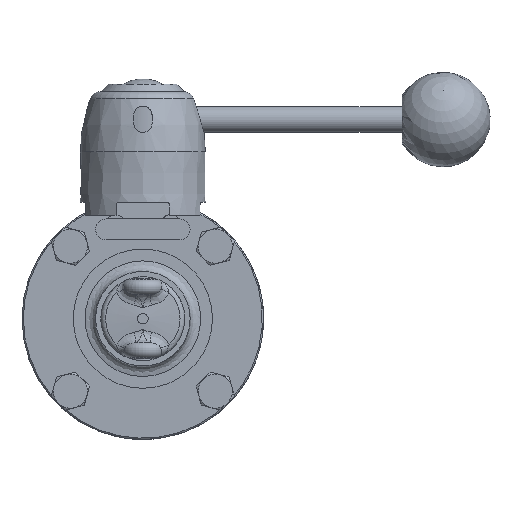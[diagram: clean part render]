
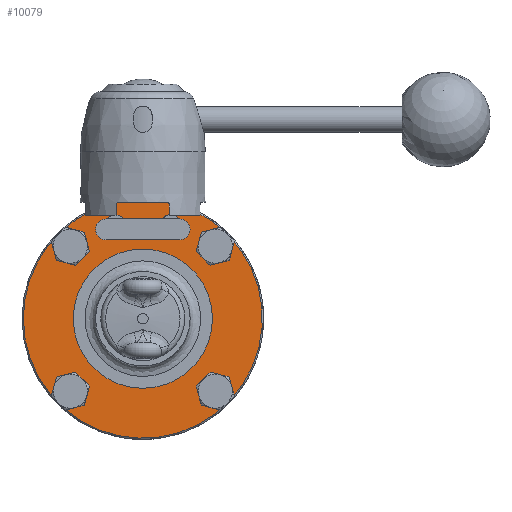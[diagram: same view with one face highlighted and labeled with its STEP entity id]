
A CAD part, left-side view. The second image highlights one B-rep face of the part: STEP entity #10079.
In plain terms, the highlighted planar face has unit normal (-1, 0, 0).
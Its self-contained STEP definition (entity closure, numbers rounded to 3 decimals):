
#980=CARTESIAN_POINT('',(-10.,-26.5,0.));
#981=VERTEX_POINT('',#980);
#982=CARTESIAN_POINT('',(-10.,0.,0.));
#983=DIRECTION('',(-1.0,0.0,0.0));
#984=DIRECTION('',(0.0,-1.0,0.0));
#985=AXIS2_PLACEMENT_3D('',#982,#983,#984);
#986=CIRCLE('',#985,26.5);
#987=EDGE_CURVE('',#981,#981,#986,.T.);
#999=CARTESIAN_POINT('',(-10.,12.426,43.77));
#1000=VERTEX_POINT('',#999);
#1008=CARTESIAN_POINT('',(-10.,-12.426,43.77));
#1009=VERTEX_POINT('',#1008);
#1010=CARTESIAN_POINT('',(-10.,0.,0.));
#1011=DIRECTION('',(1.0,0.0,0.0));
#1012=DIRECTION('',(0.0,1.0,0.0));
#1013=AXIS2_PLACEMENT_3D('',#1010,#1011,#1012);
#1014=CIRCLE('',#1013,45.5);
#1015=EDGE_CURVE('',#1000,#1009,#1014,.T.);
#1026=CARTESIAN_POINT('',(-10.,-12.531,43.74));
#1027=VERTEX_POINT('',#1026);
#1035=CARTESIAN_POINT('',(-10.,12.531,43.74));
#1036=VERTEX_POINT('',#1035);
#1037=CARTESIAN_POINT('',(-10.,0.,0.));
#1038=DIRECTION('',(1.0,0.0,0.0));
#1039=DIRECTION('',(0.0,1.0,0.0));
#1040=AXIS2_PLACEMENT_3D('',#1037,#1038,#1039);
#1041=CIRCLE('',#1040,45.5);
#1042=EDGE_CURVE('',#1027,#1036,#1041,.T.);
#6014=CARTESIAN_POINT('',(-10.,33.08,29.065));
#6015=VERTEX_POINT('',#6014);
#6016=CARTESIAN_POINT('',(-10.,27.577,27.577));
#6017=DIRECTION('',(1.0,0.0,0.0));
#6018=DIRECTION('',(0.0,0.965,0.261));
#6019=AXIS2_PLACEMENT_3D('',#6016,#6017,#6018);
#6020=CIRCLE('',#6019,5.7);
#6021=EDGE_CURVE('',#6015,#6015,#6020,.T.);
#6884=CARTESIAN_POINT('',(-10.,29.065,-33.08));
#6885=VERTEX_POINT('',#6884);
#6886=CARTESIAN_POINT('',(-10.,27.577,-27.577));
#6887=DIRECTION('',(1.0,0.0,0.0));
#6888=DIRECTION('',(0.0,0.261,-0.965));
#6889=AXIS2_PLACEMENT_3D('',#6886,#6887,#6888);
#6890=CIRCLE('',#6889,5.7);
#6891=EDGE_CURVE('',#6885,#6885,#6890,.T.);
#7754=CARTESIAN_POINT('',(-10.,-33.08,-29.065));
#7755=VERTEX_POINT('',#7754);
#7756=CARTESIAN_POINT('',(-10.,-27.577,-27.577));
#7757=DIRECTION('',(1.0,0.0,0.0));
#7758=DIRECTION('',(0.0,-0.965,-0.261));
#7759=AXIS2_PLACEMENT_3D('',#7756,#7757,#7758);
#7760=CIRCLE('',#7759,5.7);
#7761=EDGE_CURVE('',#7755,#7755,#7760,.T.);
#8624=CARTESIAN_POINT('',(-10.,-29.065,33.08));
#8625=VERTEX_POINT('',#8624);
#8626=CARTESIAN_POINT('',(-10.,-27.577,27.577));
#8627=DIRECTION('',(1.0,0.0,0.0));
#8628=DIRECTION('',(0.0,-0.261,0.965));
#8629=AXIS2_PLACEMENT_3D('',#8626,#8627,#8628);
#8630=CIRCLE('',#8629,5.7);
#8631=EDGE_CURVE('',#8625,#8625,#8630,.T.);
#9730=CARTESIAN_POINT('',(-10.,-10.5,32.4));
#9731=VERTEX_POINT('',#9730);
#9732=CARTESIAN_POINT('',(-10.,-10.5,36.));
#9733=DIRECTION('',(1.0,0.0,0.0));
#9734=DIRECTION('',(0.0,0.0,-1.0));
#9735=AXIS2_PLACEMENT_3D('',#9732,#9733,#9734);
#9736=CIRCLE('',#9735,3.6);
#9737=EDGE_CURVE('',#9731,#9731,#9736,.T.);
#9751=CARTESIAN_POINT('',(-10.,10.5,32.4));
#9752=VERTEX_POINT('',#9751);
#9753=CARTESIAN_POINT('',(-10.,10.5,36.0));
#9754=DIRECTION('',(1.0,0.0,0.0));
#9755=DIRECTION('',(0.0,0.0,-1.0));
#9756=AXIS2_PLACEMENT_3D('',#9753,#9754,#9755);
#9757=CIRCLE('',#9756,3.6);
#9758=EDGE_CURVE('',#9752,#9752,#9757,.T.);
#10021=CARTESIAN_POINT('',(-10.,-36.25,0.));
#10022=DIRECTION('',(-1.0,0.0,0.0));
#10023=DIRECTION('',(0.0,0.0,-1.0));
#10024=AXIS2_PLACEMENT_3D('',#10021,#10022,#10023);
#10025=PLANE('',#10024);
#10026=CARTESIAN_POINT('',(-10.,12.426,43.74));
#10027=VERTEX_POINT('',#10026);
#10028=CARTESIAN_POINT('',(-10.,12.426,43.77));
#10029=DIRECTION('',(0.0,0.0,-1.0));
#10030=VECTOR('',#10029,0.03);
#10031=LINE('',#10028,#10030);
#10032=EDGE_CURVE('',#1000,#10027,#10031,.T.);
#10033=ORIENTED_EDGE('',*,*,#10032,.T.);
#10034=CARTESIAN_POINT('',(-10.,12.426,43.74));
#10035=DIRECTION('',(0.0,1.0,0.0));
#10036=VECTOR('',#10035,0.105);
#10037=LINE('',#10034,#10036);
#10038=EDGE_CURVE('',#10027,#1036,#10037,.T.);
#10039=ORIENTED_EDGE('',*,*,#10038,.T.);
#10040=ORIENTED_EDGE('',*,*,#1042,.F.);
#10041=CARTESIAN_POINT('',(-10.,-12.426,43.74));
#10042=VERTEX_POINT('',#10041);
#10043=CARTESIAN_POINT('',(-10.,-12.531,43.74));
#10044=DIRECTION('',(0.0,1.0,0.0));
#10045=VECTOR('',#10044,0.105);
#10046=LINE('',#10043,#10045);
#10047=EDGE_CURVE('',#1027,#10042,#10046,.T.);
#10048=ORIENTED_EDGE('',*,*,#10047,.T.);
#10049=CARTESIAN_POINT('',(-10.,-12.426,43.74));
#10050=DIRECTION('',(0.0,0.0,1.0));
#10051=VECTOR('',#10050,0.03);
#10052=LINE('',#10049,#10051);
#10053=EDGE_CURVE('',#10042,#1009,#10052,.T.);
#10054=ORIENTED_EDGE('',*,*,#10053,.T.);
#10055=ORIENTED_EDGE('',*,*,#1015,.F.);
#10056=EDGE_LOOP('',(#10033,#10039,#10040,#10048,#10054,#10055));
#10057=FACE_OUTER_BOUND('',#10056,.T.);
#10058=ORIENTED_EDGE('',*,*,#9758,.T.);
#10059=EDGE_LOOP('',(#10058));
#10060=FACE_BOUND('',#10059,.T.);
#10061=ORIENTED_EDGE('',*,*,#9737,.T.);
#10062=EDGE_LOOP('',(#10061));
#10063=FACE_BOUND('',#10062,.T.);
#10064=ORIENTED_EDGE('',*,*,#987,.F.);
#10065=EDGE_LOOP('',(#10064));
#10066=FACE_BOUND('',#10065,.T.);
#10067=ORIENTED_EDGE('',*,*,#6021,.T.);
#10068=EDGE_LOOP('',(#10067));
#10069=FACE_BOUND('',#10068,.T.);
#10070=ORIENTED_EDGE('',*,*,#6891,.T.);
#10071=EDGE_LOOP('',(#10070));
#10072=FACE_BOUND('',#10071,.T.);
#10073=ORIENTED_EDGE('',*,*,#7761,.T.);
#10074=EDGE_LOOP('',(#10073));
#10075=FACE_BOUND('',#10074,.T.);
#10076=ORIENTED_EDGE('',*,*,#8631,.T.);
#10077=EDGE_LOOP('',(#10076));
#10078=FACE_BOUND('',#10077,.T.);
#10079=ADVANCED_FACE('',(#10057,#10060,#10063,#10066,#10069,#10072,#10075,#10078),#10025,.T.);
